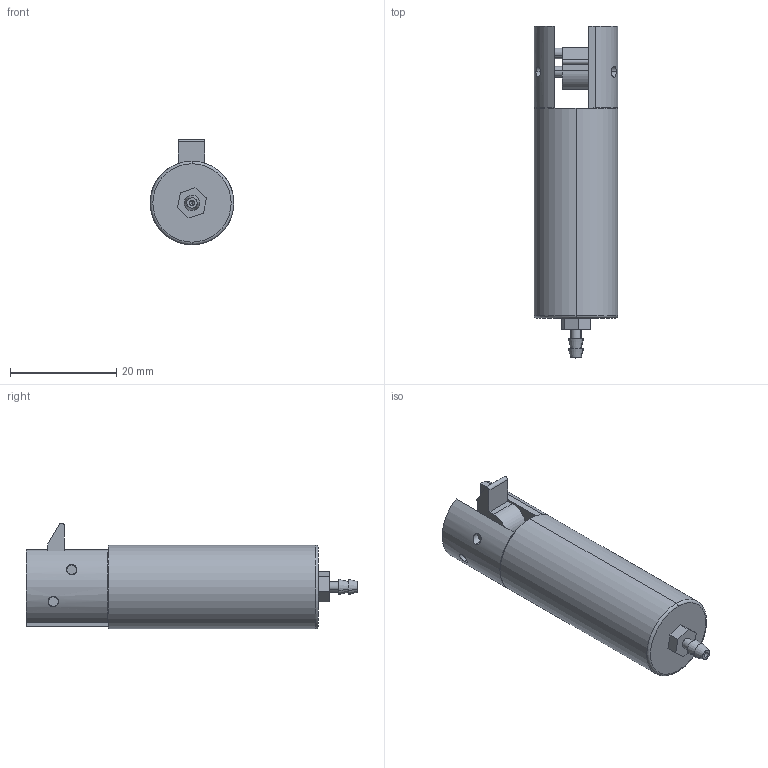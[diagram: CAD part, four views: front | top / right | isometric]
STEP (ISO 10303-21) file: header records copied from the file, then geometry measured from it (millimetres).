
FILE_DESCRIPTION (( 'STEP AP214' ), '1' );
FILE_NAME ('MCO12-5GZ-A.STEP', '2025-12-10T03:41:08', ( '' ), ( '' ), 'SwSTEP 2.0', 'SolidWorks 2024', '' );
FILE_SCHEMA (( 'AUTOMOTIVE_DESIGN' ));
Length unit declared in the file: millimetre
Products named in the file (5): TJTM3 接头; 爪子5mm; ZZX2125 爪子销; MCO12-5GZ-A; 实体
Assembly tree (5 placements, depth 2):
  MCO12-5GZ-A
    实体
    TJTM3 接头
    ZZX2125 爪子销  x2
    爪子5mm
Bounding box: 15.75 x 62.5 x 19.87 mm (x, y, z)
Volume: 9467.3 mm3; surface area: 4316.7 mm2
Topology: 5 solids, 5 shells, 115 faces, 278 edges, 180 vertices
Faces by surface type: cylinder 53, plane 43, cone 14, bspline 3, torus 2
Entity records: 4187 total; most frequent: CARTESIAN_POINT 1499, DIRECTION 535, ORIENTED_EDGE 524, EDGE_CURVE 262, AXIS2_PLACEMENT_3D 202, VERTEX_POINT 172, VECTOR 131, LINE 131
